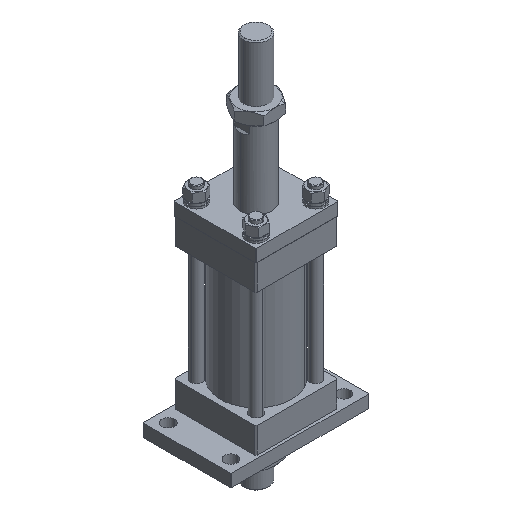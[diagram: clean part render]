
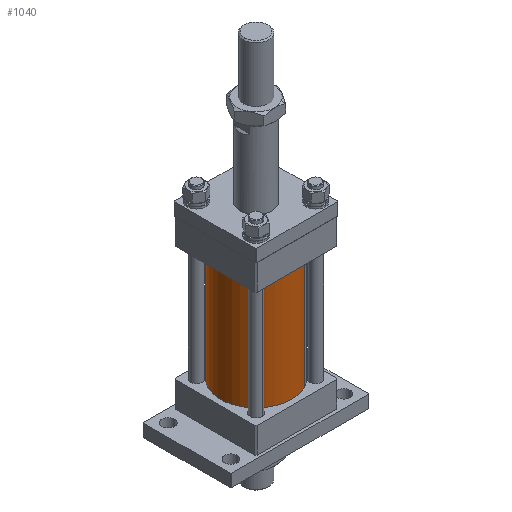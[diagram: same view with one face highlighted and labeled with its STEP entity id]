
A CAD part, isometric view. The second image highlights one B-rep face of the part: STEP entity #1040.
In plain terms, the highlighted cylindrical face has radius 57 mm (diameter 114 mm), a partial arc.
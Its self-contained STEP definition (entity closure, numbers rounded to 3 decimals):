
#56 = ORIENTED_EDGE ( 'NONE', *, *, #989, .F. ) ;
#57 = ORIENTED_EDGE ( 'NONE', *, *, #993, .F. ) ;
#58 = ORIENTED_EDGE ( 'NONE', *, *, #991, .T. ) ;
#59 = ORIENTED_EDGE ( 'NONE', *, *, #995, .T. ) ;
#144 = VERTEX_POINT ( 'NONE', #3602 ) ;
#175 = VERTEX_POINT ( 'NONE', #8066 ) ;
#187 = VERTEX_POINT ( 'NONE', #8041 ) ;
#201 = VERTEX_POINT ( 'NONE', #8055 ) ;
#989 = EDGE_CURVE ( 'NONE', #201, #175, #7811, .T. ) ;
#991 = EDGE_CURVE ( 'NONE', #187, #144, #7671, .T. ) ;
#993 = EDGE_CURVE ( 'NONE', #187, #201, #7767, .T. ) ;
#995 = EDGE_CURVE ( 'NONE', #144, #175, #7769, .T. ) ;
#1040 = ADVANCED_FACE ( 'NONE', ( #7694 ), #7700, .T. ) ;
#1208 = AXIS2_PLACEMENT_3D ( 'NONE', #3649, #3648, #3614 ) ;
#1211 = AXIS2_PLACEMENT_3D ( 'NONE', #3641, #3642, #3643 ) ;
#1263 = AXIS2_PLACEMENT_3D ( 'NONE', #5427, #5438, #5426 ) ;
#3408 = EDGE_LOOP ( 'NONE', ( #56, #57, #58, #59 ) ) ;
#3602 = CARTESIAN_POINT ( 'NONE',  ( -57., 0., -92. ) ) ;
#3614 = DIRECTION ( 'NONE',  ( 1., 0., 0. ) ) ;
#3641 = CARTESIAN_POINT ( 'NONE',  ( 0., 0., 92. ) ) ;
#3642 = DIRECTION ( 'NONE',  ( 0., 0., 1. ) ) ;
#3643 = DIRECTION ( 'NONE',  ( 1., 0., 0. ) ) ;
#3648 = DIRECTION ( 'NONE',  ( 0., 0., 1. ) ) ;
#3649 = CARTESIAN_POINT ( 'NONE',  ( 0., 0., -92. ) ) ;
#3983 = CARTESIAN_POINT ( 'NONE',  ( -57., 0., 92. ) ) ;
#3985 = CARTESIAN_POINT ( 'NONE',  ( 57., 0., 92. ) ) ;
#3987 = DIRECTION ( 'NONE',  ( 0., 0., -1. ) ) ;
#4003 = DIRECTION ( 'NONE',  ( 0., 0., -1. ) ) ;
#5426 = DIRECTION ( 'NONE',  ( -1., 0., 0. ) ) ;
#5427 = CARTESIAN_POINT ( 'NONE',  ( 0., 0., 92. ) ) ;
#5438 = DIRECTION ( 'NONE',  ( 0., 0., -1. ) ) ;
#7671 = LINE ( 'NONE', #3983, #7766 ) ;
#7694 = FACE_OUTER_BOUND ( 'NONE', #3408, .T. ) ;
#7700 = CYLINDRICAL_SURFACE ( 'NONE', #1263, 57. ) ;
#7766 = VECTOR ( 'NONE', #3987, 1000. ) ;
#7767 = CIRCLE ( 'NONE', #1211, 57. ) ;
#7769 = CIRCLE ( 'NONE', #1208, 57. ) ;
#7773 = VECTOR ( 'NONE', #4003, 1000. ) ;
#7811 = LINE ( 'NONE', #3985, #7773 ) ;
#8041 = CARTESIAN_POINT ( 'NONE',  ( -57., 0., 92. ) ) ;
#8055 = CARTESIAN_POINT ( 'NONE',  ( 57., 0., 92. ) ) ;
#8066 = CARTESIAN_POINT ( 'NONE',  ( 57., 0., -92. ) ) ;
